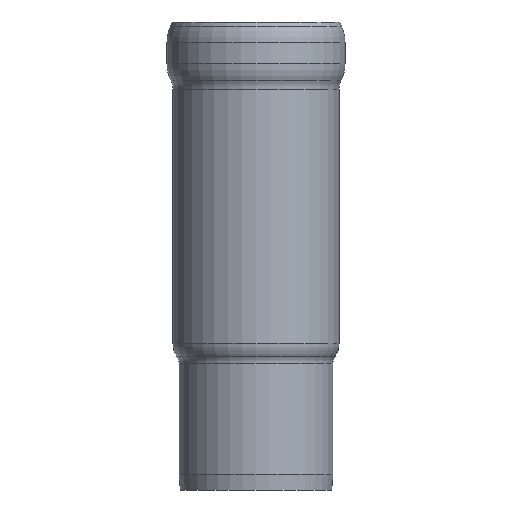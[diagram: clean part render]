
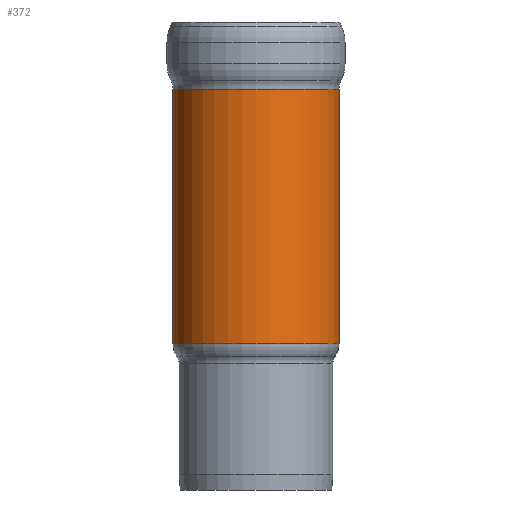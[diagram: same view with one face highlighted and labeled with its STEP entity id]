
A CAD part, front view. The second image highlights one B-rep face of the part: STEP entity #372.
In plain terms, the highlighted cylindrical face has radius 550 mm (diameter 1100 mm), a full revolution.
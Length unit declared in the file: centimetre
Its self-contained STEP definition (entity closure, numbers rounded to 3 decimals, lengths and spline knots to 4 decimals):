
#32=LINE('',#693,#44);
#44=VECTOR('',#572,55.);
#53=CYLINDRICAL_SURFACE('',#437,55.);
#72=FACE_OUTER_BOUND('',#94,.T.);
#94=EDGE_LOOP('',(#318,#319,#320,#321,#322,#323));
#100=CIRCLE('',#382,55.);
#103=CIRCLE('',#385,55.);
#126=CIRCLE('',#419,55.);
#127=CIRCLE('',#420,55.);
#144=VERTEX_POINT('',#601);
#145=VERTEX_POINT('',#602);
#164=VERTEX_POINT('',#663);
#165=VERTEX_POINT('',#664);
#178=EDGE_CURVE('',#144,#145,#100,.T.);
#181=EDGE_CURVE('',#145,#144,#103,.T.);
#209=EDGE_CURVE('',#164,#165,#126,.T.);
#210=EDGE_CURVE('',#165,#164,#127,.T.);
#224=EDGE_CURVE('',#164,#144,#32,.T.);
#318=ORIENTED_EDGE('',*,*,#209,.T.);
#319=ORIENTED_EDGE('',*,*,#210,.T.);
#320=ORIENTED_EDGE('',*,*,#224,.T.);
#321=ORIENTED_EDGE('',*,*,#181,.F.);
#322=ORIENTED_EDGE('',*,*,#178,.F.);
#323=ORIENTED_EDGE('',*,*,#224,.F.);
#372=ADVANCED_FACE('',(#72),#53,.T.);
#382=AXIS2_PLACEMENT_3D('',#603,#454,#455);
#385=AXIS2_PLACEMENT_3D('',#607,#460,#461);
#419=AXIS2_PLACEMENT_3D('',#665,#533,#534);
#420=AXIS2_PLACEMENT_3D('',#666,#535,#536);
#437=AXIS2_PLACEMENT_3D('',#692,#570,#571);
#454=DIRECTION('center_axis',(0.,0.,1.));
#455=DIRECTION('ref_axis',(1.,0.,0.));
#460=DIRECTION('center_axis',(0.,0.,1.));
#461=DIRECTION('ref_axis',(1.,0.,0.));
#533=DIRECTION('center_axis',(0.,0.,1.));
#534=DIRECTION('ref_axis',(1.,0.,0.));
#535=DIRECTION('center_axis',(0.,0.,1.));
#536=DIRECTION('ref_axis',(1.,0.,0.));
#570=DIRECTION('center_axis',(0.,0.,-1.));
#571=DIRECTION('ref_axis',(1.,0.,0.));
#572=DIRECTION('',(0.,0.,1.));
#601=CARTESIAN_POINT('',(-55.,0.,265.5));
#602=CARTESIAN_POINT('',(0.,55.,265.5));
#603=CARTESIAN_POINT('Origin',(0.,0.,
265.5));
#607=CARTESIAN_POINT('Origin',(0.,0.,
265.5));
#663=CARTESIAN_POINT('',(-55.,0.,96.9275));
#664=CARTESIAN_POINT('',(0.,55.,96.9275));
#665=CARTESIAN_POINT('Origin',(0.,0.,
96.9275));
#666=CARTESIAN_POINT('Origin',(0.,0.,
96.9275));
#692=CARTESIAN_POINT('Origin',(0.,0.,
195.5));
#693=CARTESIAN_POINT('',(-55.,0.,195.5));
